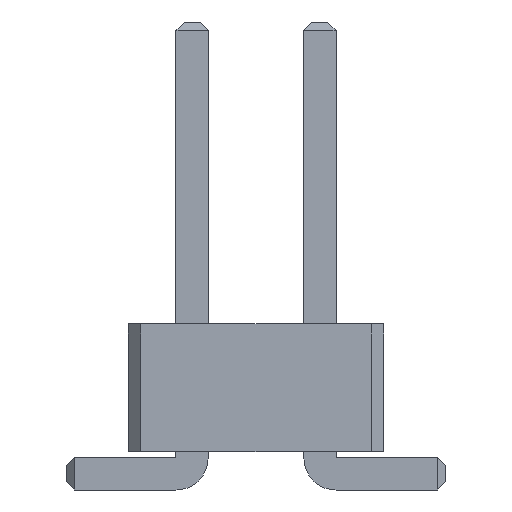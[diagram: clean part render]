
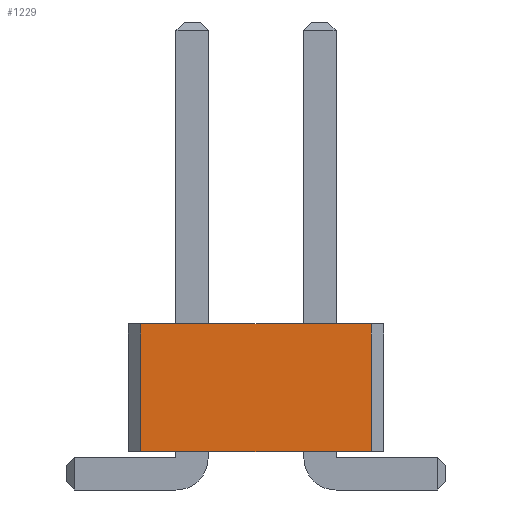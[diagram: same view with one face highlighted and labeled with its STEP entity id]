
A CAD part, front view. The second image highlights one B-rep face of the part: STEP entity #1229.
In plain terms, the highlighted planar face has unit normal (0, -1, 0).
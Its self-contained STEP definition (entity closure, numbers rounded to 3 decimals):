
#13=DIRECTION('',(0.,0.,1.));
#27=VECTOR('',#13,1.);
#67=DIRECTION('',(1.,0.,0.));
#1216=VERTEX_POINT('',#1217);
#1217=CARTESIAN_POINT('',(-2.286,-26.67,3.3));
#1220=EDGE_CURVE('',#1221,#1216,#1223,.T.);
#1221=VERTEX_POINT('',#1222);
#1222=CARTESIAN_POINT('',(-2.286,-26.67,0.76));
#1223=LINE('',#1222,#27);
#1229=ADVANCED_FACE('',(#1230),#1247,.F.);
#1230=FACE_BOUND('',#1231,.F.);
#1231=EDGE_LOOP('',(#1232,#1233,#1239,#1244));
#1232=ORIENTED_EDGE('',*,*,#1220,.T.);
#1233=ORIENTED_EDGE('',*,*,#1234,.T.);
#1234=EDGE_CURVE('',#1216,#1235,#1237,.T.);
#1235=VERTEX_POINT('',#1236);
#1236=CARTESIAN_POINT('',(2.286,-26.67,3.3));
#1237=LINE('',#1217,#1238);
#1238=VECTOR('',#67,1.);
#1239=ORIENTED_EDGE('',*,*,#1240,.F.);
#1240=EDGE_CURVE('',#1241,#1235,#1243,.T.);
#1241=VERTEX_POINT('',#1242);
#1242=CARTESIAN_POINT('',(2.286,-26.67,0.76));
#1243=LINE('',#1242,#27);
#1244=ORIENTED_EDGE('',*,*,#1245,.F.);
#1245=EDGE_CURVE('',#1221,#1241,#1246,.T.);
#1246=LINE('',#1222,#1238);
#1247=PLANE('',#1248);
#1248=AXIS2_PLACEMENT_3D('',#1222,#1249,#67);
#1249=DIRECTION('',(0.,1.,0.));
